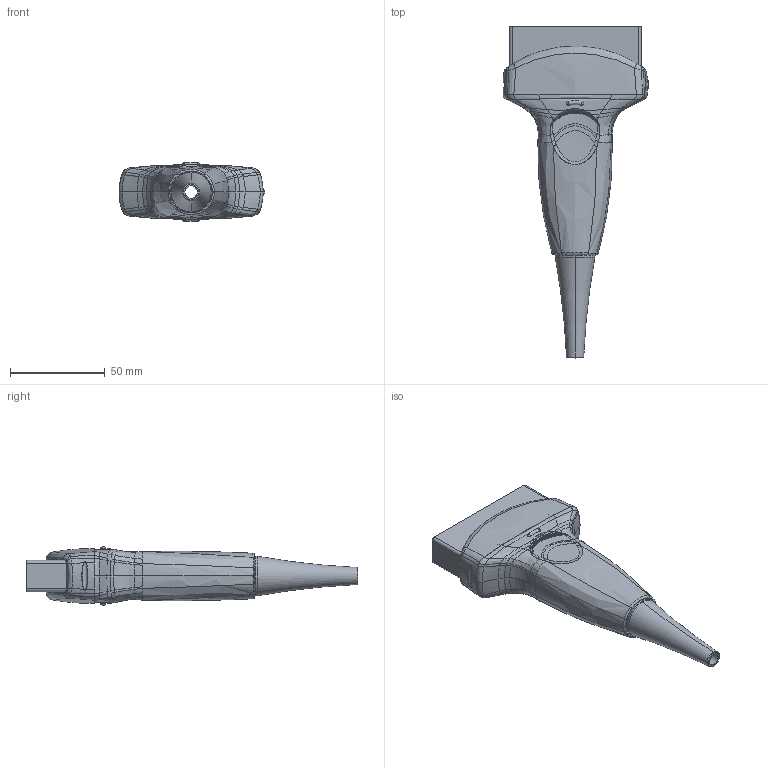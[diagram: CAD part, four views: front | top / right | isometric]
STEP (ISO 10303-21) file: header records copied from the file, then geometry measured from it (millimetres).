
FILE_DESCRIPTION((''),'2;1');
FILE_NAME('ALL_NEW_DESIGN_C50_C60_ASM','2012-03-07T',('MJH'),(''),'PRO/ENGINEER BY PARAMETRIC TECHNOLOGY CORPORATION, 2010140','PRO/ENGINEER BY PARAMETRIC TECHNOLOGY CORPORATION, 2010140','');
FILE_SCHEMA(('CONFIG_CONTROL_DESIGN'));
Products named in the file (7): 42055; 42062-2_R; 42062-2_L; 42091; 42090; 42090_ASM; ALL_NEW_DESIGN_C50_C60_ASM
Assembly tree (6 placements, depth 3):
  ALL_NEW_DESIGN_C50_C60_ASM
    42055
    42062-2_R
    42062-2_L
    42090_ASM
      42091
      42090
Bounding box: 76.96 x 174.98 x 30.92 mm (x, y, z)
Volume: 42806.5 mm3; surface area: 51232.4 mm2
Topology: 5 solids, 12 shells, 1224 faces, 3294 edges, 2091 vertices
Faces by surface type: bspline 578, plane 429, extrusion 111, cylinder 90, torus 8, revolution 4, cone 4
Entity records: 55650 total; most frequent: CARTESIAN_POINT 30098, ORIENTED_EDGE 6412, EDGE_CURVE 3280, DIRECTION 3173, VERTEX_POINT 2091, B_SPLINE_CURVE_WITH_KNOTS 1804, VECTOR 1339, EDGE_LOOP 1250
